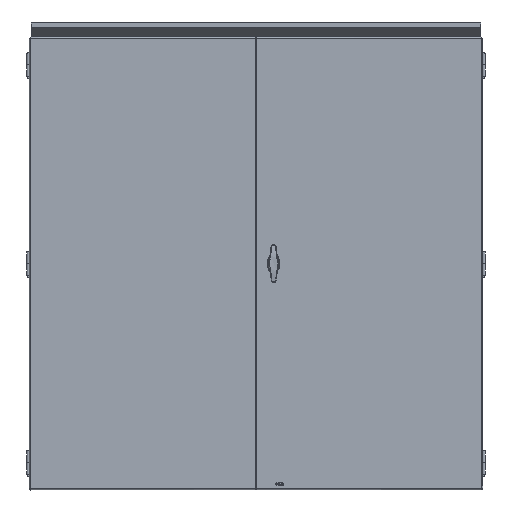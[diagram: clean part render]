
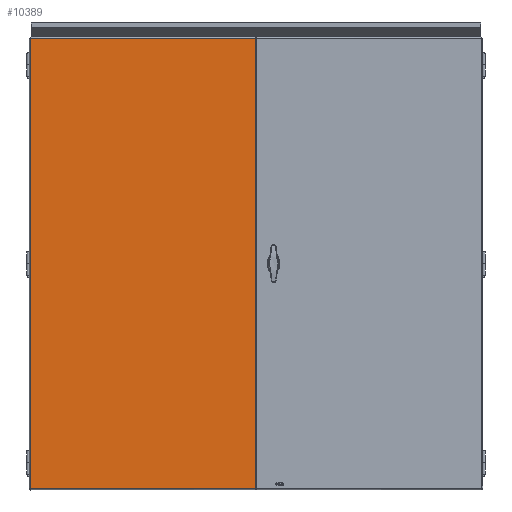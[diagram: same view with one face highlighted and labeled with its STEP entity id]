
A CAD part, top view. The second image highlights one B-rep face of the part: STEP entity #10389.
In plain terms, the highlighted planar face has unit normal (0, 0, 1).
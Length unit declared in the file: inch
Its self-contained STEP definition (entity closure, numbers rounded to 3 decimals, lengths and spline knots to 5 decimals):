
#966=PLANE('',#11151);
#1419=FACE_OUTER_BOUND('',#2109,.T.);
#2109=EDGE_LOOP('',(#7835,#7836,#7837,#7838));
#3382=LINE('',#15949,#4178);
#3398=LINE('',#16027,#4194);
#3414=LINE('',#16097,#4210);
#3427=LINE('',#16184,#4223);
#4178=VECTOR('',#12788,24.0938);
#4194=VECTOR('',#12822,24.0938);
#4210=VECTOR('',#12858,48.1251);
#4223=VECTOR('',#12885,48.1251);
#4932=VERTEX_POINT('',#15946);
#4933=VERTEX_POINT('',#15948);
#4944=VERTEX_POINT('',#16018);
#4945=VERTEX_POINT('',#16026);
#5972=EDGE_CURVE('',#4933,#4932,#3382,.T.);
#5992=EDGE_CURVE('',#4945,#4944,#3398,.T.);
#6012=EDGE_CURVE('',#4944,#4933,#3414,.T.);
#6028=EDGE_CURVE('',#4945,#4932,#3427,.T.);
#7835=ORIENTED_EDGE('',*,*,#5972,.T.);
#7836=ORIENTED_EDGE('',*,*,#6028,.F.);
#7837=ORIENTED_EDGE('',*,*,#5992,.T.);
#7838=ORIENTED_EDGE('',*,*,#6012,.T.);
#10389=ADVANCED_FACE('',(#1419),#966,.T.);
#11151=AXIS2_PLACEMENT_3D('',#16183,#12883,#12884);
#12788=DIRECTION('',(1.,0.,0.));
#12822=DIRECTION('',(-1.,0.,0.));
#12858=DIRECTION('',(0.,-1.,0.));
#12883=DIRECTION('center_axis',(0.,0.,1.));
#12884=DIRECTION('ref_axis',(1.,0.,0.));
#12885=DIRECTION('',(0.,-1.,0.));
#15946=CARTESIAN_POINT('',(12.10938,-24.06255,0.0937));
#15948=CARTESIAN_POINT('',(-11.98443,-24.06255,0.0937));
#15949=CARTESIAN_POINT('',(-5.99221,-24.06255,0.0937));
#16018=CARTESIAN_POINT('',(-11.98443,24.06255,0.0937));
#16026=CARTESIAN_POINT('',(12.10938,24.06255,0.0937));
#16027=CARTESIAN_POINT('',(6.05469,24.06255,0.0937));
#16097=CARTESIAN_POINT('',(-11.98443,12.03128,0.0937));
#16183=CARTESIAN_POINT('Origin',(0.,0.,0.0937));
#16184=CARTESIAN_POINT('',(12.10938,24.1875,0.0937));
